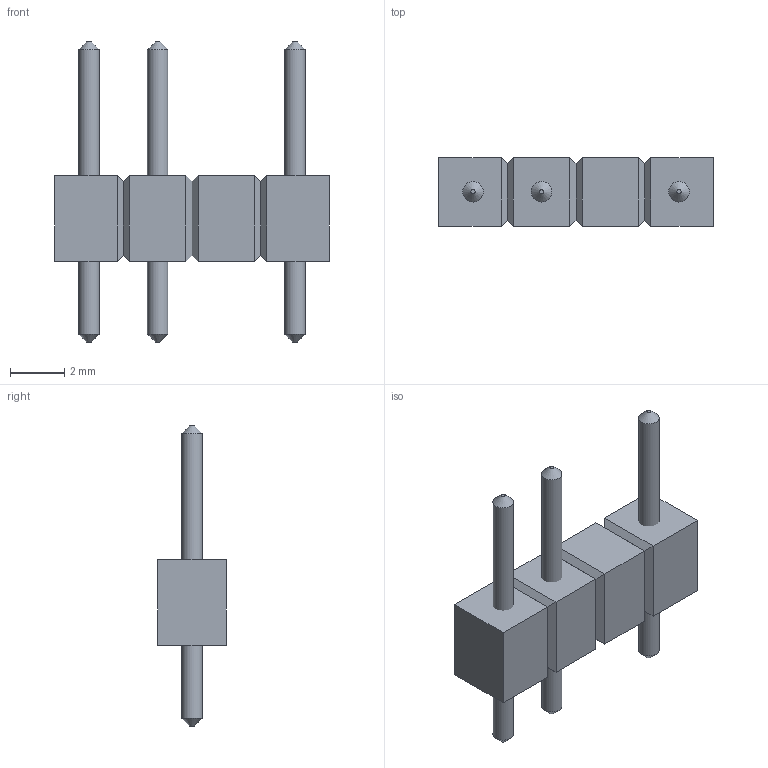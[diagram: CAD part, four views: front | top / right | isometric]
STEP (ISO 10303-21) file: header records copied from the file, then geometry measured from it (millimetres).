
FILE_DESCRIPTION(('FreeCAD Model'),'2;1');
FILE_NAME('Open CASCADE Shape Model','2025-07-25T17:28:03',('Author'),( ''),'Open CASCADE STEP processor 7.8','FreeCAD','Unknown');
FILE_SCHEMA(('AUTOMOTIVE_DESIGN { 1 0 10303 214 1 1 1 1 }'));
Length unit declared in the file: millimetre
Products named in the file (6): ASSEMBLY; Body; LeadsArray004; LeadsArray; LeadsArray001; LeadsArray003
Assembly tree (5 placements, depth 3):
  ASSEMBLY
    Body
    LeadsArray004
      LeadsArray
      LeadsArray001
      LeadsArray003
Bounding box: 10.16 x 2.54 x 11.12 mm (x, y, z)
Volume: 95 mm3; surface area: 216.3 mm2
Topology: 4 solids, 4 shells, 57 faces, 105 edges, 56 vertices
Faces by surface type: plane 48, cone 6, cylinder 3
Full cylindrical faces by diameter (mm): 0.762 x3
Entity records: 1472 total; most frequent: DIRECTION 243, CARTESIAN_POINT 224, ORIENTED_EDGE 210, EDGE_CURVE 105, LINE 93, VECTOR 93, AXIS2_PLACEMENT_3D 75, ADVANCED_FACE 57
